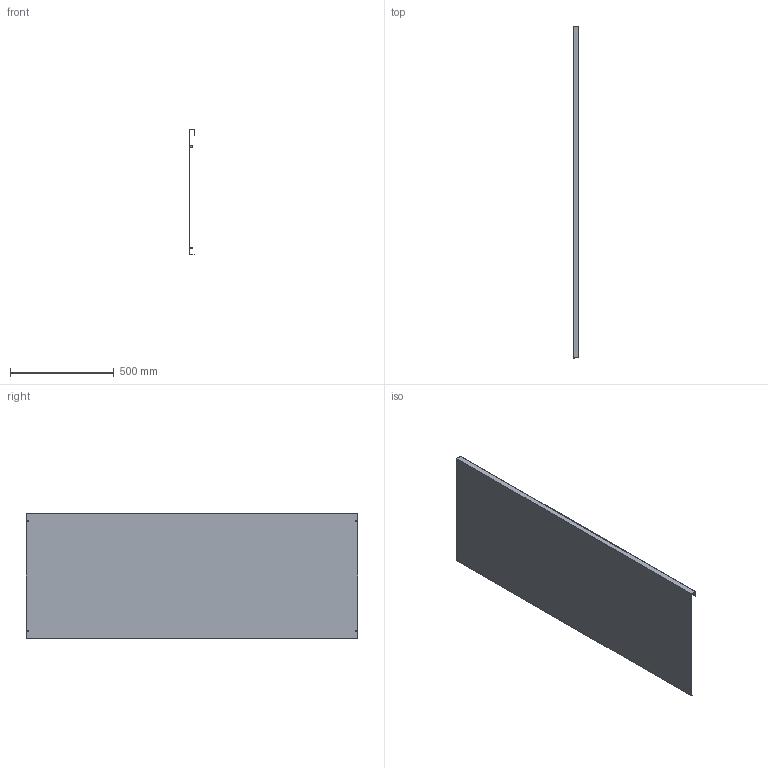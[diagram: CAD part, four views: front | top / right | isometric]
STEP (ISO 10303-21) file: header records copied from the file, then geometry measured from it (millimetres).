
FILE_DESCRIPTION (( 'STEP AP214' ), '1' );
FILE_NAME ('YKM30-BP-16-06-36 Áîêîâàÿ ïàíåëü 16.6-36, äëÿ ÊÑÐÌ (ê-ò 2 øò.).STEP', '2016-10-19T13:06:54', ( 'user' ), ( '' ), 'SwSTEP 2.0', 'SolidWorks 2014', '' );
FILE_SCHEMA (( 'AUTOMOTIVE_DESIGN' ));
Length unit declared in the file: millimetre
Products named in the file (1): YKM30-BP-16-06-36 Áîêîâàÿ ïàíåëü 16.6-36, äëÿ ÊÑÐÌ (ê-ò 2 øò.)
Bounding box: 28.5 x 1600 x 602.5 mm (x, y, z)
Volume: 1636015.2 mm3; surface area: 2186511.1 mm2
Topology: 1 solids, 1 shells, 46 faces, 114 edges, 76 vertices
Faces by surface type: plane 26, cylinder 20
Entity records: 1428 total; most frequent: DIRECTION 248, CARTESIAN_POINT 237, ORIENTED_EDGE 228, EDGE_CURVE 114, AXIS2_PLACEMENT_3D 87, VERTEX_POINT 76, LINE 74, VECTOR 74
